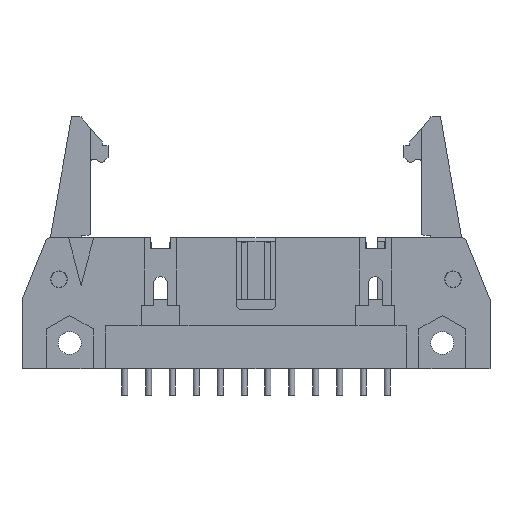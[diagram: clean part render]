
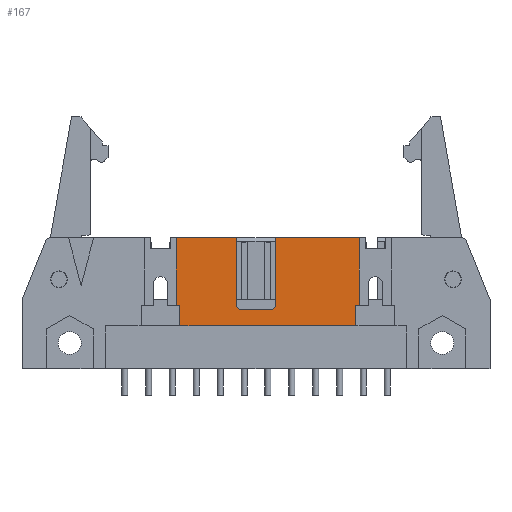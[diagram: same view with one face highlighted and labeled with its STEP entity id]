
A CAD part, front view. The second image highlights one B-rep face of the part: STEP entity #167.
In plain terms, the highlighted planar face has unit normal (0, -1, 0).
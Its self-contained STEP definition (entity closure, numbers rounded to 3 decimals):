
#167=ADVANCED_FACE('',(#775),#776,.T.);
#775=FACE_OUTER_BOUND('',#1800,.T.);
#776=PLANE('',#1801);
#1800=EDGE_LOOP('',(#3675,#3676,#3677,#3678,#3679,#3680,#3681,#3682,#3683,#3684,#3685,#3686,#3687,#3688));
#1801=AXIS2_PLACEMENT_3D('',#3689,#3690,#3691);
#3675=ORIENTED_EDGE('',*,*,#7025,.F.);
#3676=ORIENTED_EDGE('',*,*,#7026,.F.);
#3677=ORIENTED_EDGE('',*,*,#7027,.T.);
#3678=ORIENTED_EDGE('',*,*,#7028,.F.);
#3679=ORIENTED_EDGE('',*,*,#7029,.F.);
#3680=ORIENTED_EDGE('',*,*,#7030,.F.);
#3681=ORIENTED_EDGE('',*,*,#6878,.T.);
#3682=ORIENTED_EDGE('',*,*,#6992,.T.);
#3683=ORIENTED_EDGE('',*,*,#7031,.F.);
#3684=ORIENTED_EDGE('',*,*,#7032,.F.);
#3685=ORIENTED_EDGE('',*,*,#7033,.F.);
#3686=ORIENTED_EDGE('',*,*,#7034,.F.);
#3687=ORIENTED_EDGE('',*,*,#6935,.T.);
#3688=ORIENTED_EDGE('',*,*,#7035,.T.);
#3689=CARTESIAN_POINT('',(0.0,-4.001,0.0));
#3690=DIRECTION('',(0.0,-1.0,0.0));
#3691=DIRECTION('',(0.0,0.0,-1.0));
#6878=EDGE_CURVE('',#8444,#8442,#8445,.T.);
#6935=EDGE_CURVE('',#8553,#8550,#8554,.T.);
#6992=EDGE_CURVE('',#8442,#8651,#8653,.T.);
#7025=EDGE_CURVE('',#8713,#8714,#8715,.T.);
#7026=EDGE_CURVE('',#8716,#8713,#8717,.T.);
#7027=EDGE_CURVE('',#8716,#8718,#8719,.T.);
#7028=EDGE_CURVE('',#8720,#8718,#8721,.T.);
#7029=EDGE_CURVE('',#8722,#8720,#8723,.T.);
#7030=EDGE_CURVE('',#8444,#8722,#8724,.T.);
#7031=EDGE_CURVE('',#8725,#8651,#8726,.T.);
#7032=EDGE_CURVE('',#8727,#8725,#8728,.T.);
#7033=EDGE_CURVE('',#8729,#8727,#8730,.T.);
#7034=EDGE_CURVE('',#8553,#8729,#8731,.T.);
#7035=EDGE_CURVE('',#8550,#8714,#8732,.T.);
#8442=VERTEX_POINT('',#10751);
#8444=VERTEX_POINT('',#10754);
#8445=LINE('',#10755,#10756);
#8550=VERTEX_POINT('',#10916);
#8553=VERTEX_POINT('',#10920);
#8554=LINE('',#10921,#10922);
#8651=VERTEX_POINT('',#11071);
#8653=LINE('',#11074,#11075);
#8713=VERTEX_POINT('',#11163);
#8714=VERTEX_POINT('',#11164);
#8715=LINE('',#11165,#11166);
#8716=VERTEX_POINT('',#11167);
#8717=LINE('',#11168,#11169);
#8718=VERTEX_POINT('',#11170);
#8719=LINE('',#11171,#11172);
#8720=VERTEX_POINT('',#11173);
#8721=LINE('',#11174,#11175);
#8722=VERTEX_POINT('',#11176);
#8723=LINE('',#11177,#11178);
#8724=LINE('',#11179,#11180);
#8725=VERTEX_POINT('',#11181);
#8726=CIRCLE('',#11182,0.508);
#8727=VERTEX_POINT('',#11183);
#8728=LINE('',#11184,#11185);
#8729=VERTEX_POINT('',#11186);
#8730=CIRCLE('',#11187,0.508);
#8731=LINE('',#11188,#11189);
#8732=LINE('',#11190,#11191);
#10751=CARTESIAN_POINT('',(2.096,-4.001,6.604));
#10754=CARTESIAN_POINT('',(10.998,-4.001,6.604));
#10755=CARTESIAN_POINT('',(10.998,-4.001,6.604));
#10756=VECTOR('',#13586,8.903);
#10916=CARTESIAN_POINT('',(-8.458,-4.001,6.604));
#10920=CARTESIAN_POINT('',(-2.096,-4.001,6.604));
#10921=CARTESIAN_POINT('',(-2.096,-4.001,6.604));
#10922=VECTOR('',#13643,6.363);
#11071=CARTESIAN_POINT('',(2.096,-4.001,-0.508));
#11074=CARTESIAN_POINT('',(2.096,-4.001,6.604));
#11075=VECTOR('',#13706,7.112);
#11163=CARTESIAN_POINT('',(-8.09,-4.001,-0.584));
#11164=CARTESIAN_POINT('',(-8.458,-4.001,-0.584));
#11165=CARTESIAN_POINT('',(-8.09,-4.001,-0.584));
#11166=VECTOR('',#13747,0.368);
#11167=CARTESIAN_POINT('',(-8.09,-4.001,-2.769));
#11168=CARTESIAN_POINT('',(-8.09,-4.001,-2.769));
#11169=VECTOR('',#13748,2.184);
#11170=CARTESIAN_POINT('',(10.63,-4.001,-2.769));
#11171=CARTESIAN_POINT('',(-8.09,-4.001,-2.769));
#11172=VECTOR('',#13749,18.72);
#11173=CARTESIAN_POINT('',(10.63,-4.001,-0.584));
#11174=CARTESIAN_POINT('',(10.63,-4.001,-0.584));
#11175=VECTOR('',#13750,2.184);
#11176=CARTESIAN_POINT('',(10.998,-4.001,-0.584));
#11177=CARTESIAN_POINT('',(10.998,-4.001,-0.584));
#11178=VECTOR('',#13751,0.368);
#11179=CARTESIAN_POINT('',(10.998,-4.001,6.604));
#11180=VECTOR('',#13752,7.188);
#11181=CARTESIAN_POINT('',(1.588,-4.001,-1.016));
#11182=AXIS2_PLACEMENT_3D('',#13753,#13754,#13755);
#11183=CARTESIAN_POINT('',(-1.588,-4.001,-1.016));
#11184=CARTESIAN_POINT('',(-1.588,-4.001,-1.016));
#11185=VECTOR('',#13756,3.175);
#11186=CARTESIAN_POINT('',(-2.096,-4.001,-0.508));
#11187=AXIS2_PLACEMENT_3D('',#13757,#13758,#13759);
#11188=CARTESIAN_POINT('',(-2.096,-4.001,6.604));
#11189=VECTOR('',#13760,7.112);
#11190=CARTESIAN_POINT('',(-8.458,-4.001,6.604));
#11191=VECTOR('',#13761,7.188);
#13586=DIRECTION('',(-1.0,0.0,0.0));
#13643=DIRECTION('',(-1.0,0.0,0.0));
#13706=DIRECTION('',(0.0,0.0,-1.0));
#13747=DIRECTION('',(-1.0,0.0,0.0));
#13748=DIRECTION('',(0.0,0.0,1.0));
#13749=DIRECTION('',(1.0,0.0,0.0));
#13750=DIRECTION('',(0.0,0.0,-1.0));
#13751=DIRECTION('',(-1.0,0.0,0.0));
#13752=DIRECTION('',(0.0,0.0,-1.0));
#13753=CARTESIAN_POINT('',(1.588,-4.001,-0.508));
#13754=DIRECTION('',(0.0,-1.0,0.0));
#13755=DIRECTION('',(0.0,0.0,-1.0));
#13756=DIRECTION('',(1.0,0.0,0.0));
#13757=CARTESIAN_POINT('',(-1.588,-4.001,-0.508));
#13758=DIRECTION('',(0.0,-1.0,-0.0));
#13759=DIRECTION('',(-1.0,0.0,0.));
#13760=DIRECTION('',(0.0,0.0,-1.0));
#13761=DIRECTION('',(0.0,0.0,-1.0));
